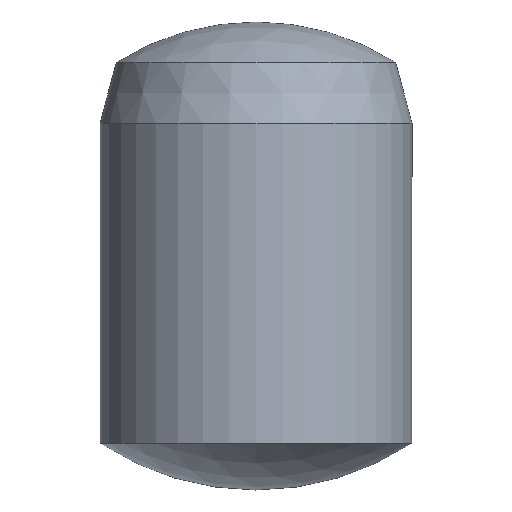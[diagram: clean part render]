
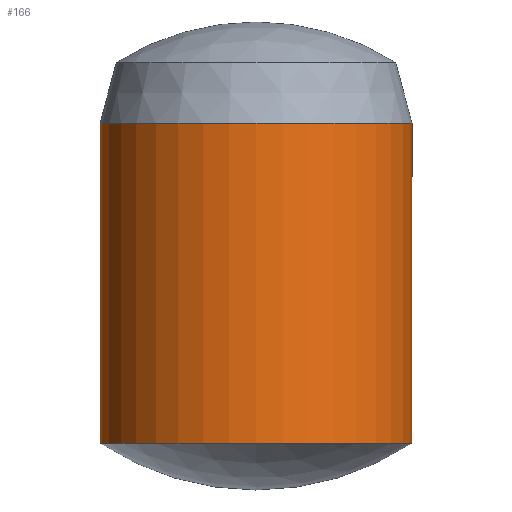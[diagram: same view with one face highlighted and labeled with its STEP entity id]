
A CAD part, left-side view. The second image highlights one B-rep face of the part: STEP entity #166.
In plain terms, the highlighted cylindrical face has radius 2 mm (diameter 4 mm), a partial arc.
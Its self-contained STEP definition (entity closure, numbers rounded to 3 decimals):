
#7 = CARTESIAN_POINT ( 'NONE',  ( 0., 0., -2.4 ) ) ;
#8 = CYLINDRICAL_SURFACE ( 'NONE', #206, 2. ) ;
#19 = CIRCLE ( 'NONE', #248, 2. ) ;
#20 = VERTEX_POINT ( 'NONE', #157 ) ;
#27 = EDGE_CURVE ( 'NONE', #130, #109, #87, .T. ) ;
#41 = AXIS2_PLACEMENT_3D ( 'NONE', #7, #134, #158 ) ;
#44 = ORIENTED_EDGE ( 'NONE', *, *, #178, .T. ) ;
#65 = EDGE_LOOP ( 'NONE', ( #148, #234, #44, #205 ) ) ;
#70 = CARTESIAN_POINT ( 'NONE',  ( 0., 2., 1.7 ) ) ;
#85 = VERTEX_POINT ( 'NONE', #70 ) ;
#87 = CIRCLE ( 'NONE', #41, 2. ) ;
#89 = VECTOR ( 'NONE', #273, 1000. ) ;
#109 = VERTEX_POINT ( 'NONE', #219 ) ;
#129 = LINE ( 'NONE', #255, #89 ) ;
#130 = VERTEX_POINT ( 'NONE', #237 ) ;
#134 = DIRECTION ( 'NONE',  ( 0., 0., 1. ) ) ;
#143 = EDGE_CURVE ( 'NONE', #85, #20, #19, .T. ) ;
#148 = ORIENTED_EDGE ( 'NONE', *, *, #198, .F. ) ;
#157 = CARTESIAN_POINT ( 'NONE',  ( 0., -2., 1.7 ) ) ;
#158 = DIRECTION ( 'NONE',  ( 0., -1., 0. ) ) ;
#161 = VECTOR ( 'NONE', #171, 1000. ) ;
#163 = CARTESIAN_POINT ( 'NONE',  ( 0., 2., 3. ) ) ;
#164 = CARTESIAN_POINT ( 'NONE',  ( 0., 0., 3. ) ) ;
#166 = ADVANCED_FACE ( 'NONE', ( #266 ), #8, .T. ) ;
#169 = DIRECTION ( 'NONE',  ( 0., -1., 0. ) ) ;
#171 = DIRECTION ( 'NONE',  ( 0., 0., 1. ) ) ;
#174 = DIRECTION ( 'NONE',  ( 0., 0., 1. ) ) ;
#175 = CARTESIAN_POINT ( 'NONE',  ( 0., 0., 1.7 ) ) ;
#178 = EDGE_CURVE ( 'NONE', #109, #20, #129, .T. ) ;
#197 = DIRECTION ( 'NONE',  ( 0., -1., 0. ) ) ;
#198 = EDGE_CURVE ( 'NONE', #130, #85, #244, .T. ) ;
#205 = ORIENTED_EDGE ( 'NONE', *, *, #143, .F. ) ;
#206 = AXIS2_PLACEMENT_3D ( 'NONE', #164, #258, #169 ) ;
#219 = CARTESIAN_POINT ( 'NONE',  ( 0., -2., -2.4 ) ) ;
#234 = ORIENTED_EDGE ( 'NONE', *, *, #27, .T. ) ;
#237 = CARTESIAN_POINT ( 'NONE',  ( 0., 2., -2.4 ) ) ;
#244 = LINE ( 'NONE', #163, #161 ) ;
#248 = AXIS2_PLACEMENT_3D ( 'NONE', #175, #174, #197 ) ;
#255 = CARTESIAN_POINT ( 'NONE',  ( 0., -2., 3. ) ) ;
#258 = DIRECTION ( 'NONE',  ( 0., 0., 1. ) ) ;
#266 = FACE_OUTER_BOUND ( 'NONE', #65, .T. ) ;
#273 = DIRECTION ( 'NONE',  ( 0., 0., 1. ) ) ;
